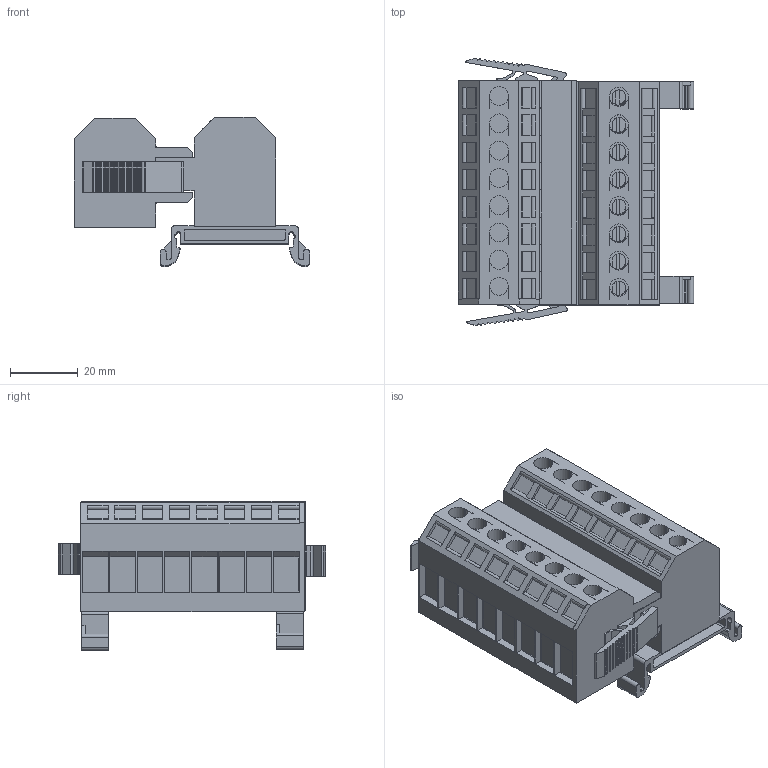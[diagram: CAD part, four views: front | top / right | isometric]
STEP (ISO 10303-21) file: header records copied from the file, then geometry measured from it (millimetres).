
FILE_DESCRIPTION(/* description */ ('Unknown'),/* implementation_level */ '2;1');
FILE_NAME(/* name */ 'PS8M-8W_3D_SOLID',/* time_stamp */ '2025-02-21T14:33:42+05:00',/* author */ ('Unknown'),/* organization */ ('Unknown'),/* preprocessor_version */ 'ST-DEVELOPER v16.7',/* originating_system */ 'Solid Edge',/* authorisation */ 'Unknown');
FILE_SCHEMA (('AUTOMOTIVE_DESIGN {1 0 10303 214 3 1 1}'));
Length unit declared in the file: millimetre
Products named in the file (1): PS8M-8W_3D_SOLID
Bounding box: 69.42 x 78.9 x 44.01 mm (x, y, z)
Volume: 104651.5 mm3; surface area: 29274.3 mm2
Topology: 1 solids, 1 shells, 1228 faces, 3571 edges, 2364 vertices
Faces by surface type: plane 904, cylinder 308, torus 16
Entity records: 40695 total; most frequent: CARTESIAN_POINT 7410, ORIENTED_EDGE 7142, DIRECTION 6799, EDGE_CURVE 3571, LINE 2701, VECTOR 2701, VERTEX_POINT 2364, AXIS2_PLACEMENT_3D 2049
